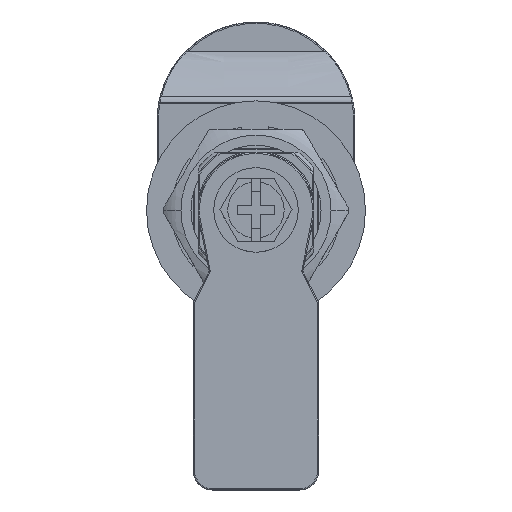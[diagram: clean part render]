
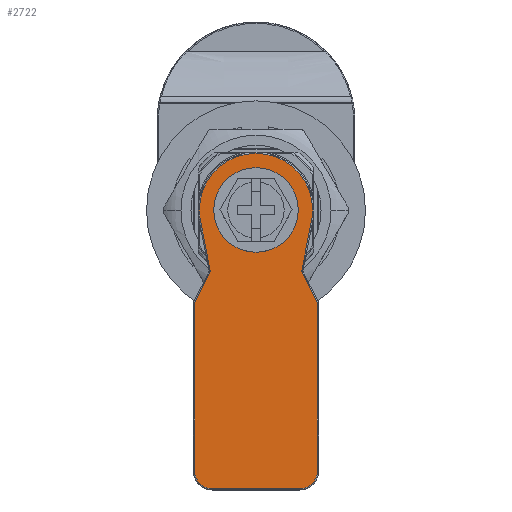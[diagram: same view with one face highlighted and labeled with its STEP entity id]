
A CAD part, top view. The second image highlights one B-rep face of the part: STEP entity #2722.
In plain terms, the highlighted face is planar.
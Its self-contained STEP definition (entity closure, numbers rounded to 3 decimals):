
#2512 = EDGE_CURVE ( 'NONE', #2513, #2531, #13702, .T. ) ;
#2513 = VERTEX_POINT ( 'NONE', #13758 ) ;
#2531 = VERTEX_POINT ( 'NONE', #13789 ) ;
#2549 = VERTEX_POINT ( 'NONE', #13816 ) ;
#2586 = EDGE_CURVE ( 'NONE', #2549, #2513, #13870, .T. ) ;
#2637 = ORIENTED_EDGE ( 'NONE', *, *, #2715, .T. ) ;
#2638 = EDGE_CURVE ( 'NONE', #2716, #2641, #13895, .T. ) ;
#2639 = ORIENTED_EDGE ( 'NONE', *, *, #2706, .T. ) ;
#2640 = ORIENTED_EDGE ( 'NONE', *, *, #2638, .T. ) ;
#2641 = VERTEX_POINT ( 'NONE', #13896 ) ;
#2685 = VERTEX_POINT ( 'NONE', #13911 ) ;
#2686 = ORIENTED_EDGE ( 'NONE', *, *, #2708, .T. ) ;
#2687 = ORIENTED_EDGE ( 'NONE', *, *, #2766, .T. ) ;
#2688 = VERTEX_POINT ( 'NONE', #13928 ) ;
#2689 = VERTEX_POINT ( 'NONE', #13924 ) ;
#2690 = ORIENTED_EDGE ( 'NONE', *, *, #2586, .T. ) ;
#2691 = ORIENTED_EDGE ( 'NONE', *, *, #2711, .T. ) ;
#2692 = ORIENTED_EDGE ( 'NONE', *, *, #2695, .T. ) ;
#2693 = ORIENTED_EDGE ( 'NONE', *, *, #2512, .T. ) ;
#2694 = EDGE_LOOP ( 'NONE', ( #2692, #2762, #2765, #2687 ) ) ;
#2695 = EDGE_CURVE ( 'NONE', #2688, #2689, #13966, .T. ) ;
#2699 = EDGE_CURVE ( 'NONE', #2641, #2723, #13960, .T. ) ;
#2700 = ORIENTED_EDGE ( 'NONE', *, *, #2709, .T. ) ;
#2701 = VERTEX_POINT ( 'NONE', #13967 ) ;
#2702 = ORIENTED_EDGE ( 'NONE', *, *, #2699, .T. ) ;
#2703 = EDGE_CURVE ( 'NONE', #2723, #2727, #13955, .T. ) ;
#2704 = ORIENTED_EDGE ( 'NONE', *, *, #2712, .T. ) ;
#2705 = ORIENTED_EDGE ( 'NONE', *, *, #2703, .T. ) ;
#2706 = EDGE_CURVE ( 'NONE', #2727, #2701, #13950, .T. ) ;
#2708 = EDGE_CURVE ( 'NONE', #2720, #2724, #13945, .T. ) ;
#2709 = EDGE_CURVE ( 'NONE', #2701, #2713, #13941, .T. ) ;
#2710 = VERTEX_POINT ( 'NONE', #13937 ) ;
#2711 = EDGE_CURVE ( 'NONE', #2724, #2549, #13948, .T. ) ;
#2712 = EDGE_CURVE ( 'NONE', #2713, #2720, #13995, .T. ) ;
#2713 = VERTEX_POINT ( 'NONE', #13961 ) ;
#2715 = EDGE_CURVE ( 'NONE', #2718, #2716, #13982, .T. ) ;
#2716 = VERTEX_POINT ( 'NONE', #13990 ) ;
#2717 = EDGE_CURVE ( 'NONE', #2531, #2718, #13975, .T. ) ;
#2718 = VERTEX_POINT ( 'NONE', #13974 ) ;
#2720 = VERTEX_POINT ( 'NONE', #13980 ) ;
#2721 = EDGE_LOOP ( 'NONE', ( #2725, #2637, #2640, #2702, #2705, #2639, #2700, #2704, #2686, #2691, #2690, #2693 ) ) ;
#2722 = ADVANCED_FACE ( 'NONE', ( #13979, #13970 ), #13969, .F. ) ;
#2723 = VERTEX_POINT ( 'NONE', #13996 ) ;
#2724 = VERTEX_POINT ( 'NONE', #14030 ) ;
#2725 = ORIENTED_EDGE ( 'NONE', *, *, #2717, .T. ) ;
#2726 = EDGE_CURVE ( 'NONE', #2689, #2710, #13991, .T. ) ;
#2727 = VERTEX_POINT ( 'NONE', #14028 ) ;
#2762 = ORIENTED_EDGE ( 'NONE', *, *, #2726, .T. ) ;
#2763 = EDGE_CURVE ( 'NONE', #2710, #2685, #14094, .T. ) ;
#2765 = ORIENTED_EDGE ( 'NONE', *, *, #2763, .T. ) ;
#2766 = EDGE_CURVE ( 'NONE', #2685, #2688, #14084, .T. ) ;
#13702 = CIRCLE ( 'NONE', #13757, 9.05 ) ;
#13754 = DIRECTION ( 'NONE',  ( 0., 0., 1. ) ) ;
#13755 = DIRECTION ( 'NONE',  ( 0., -1., 0. ) ) ;
#13756 = CARTESIAN_POINT ( 'NONE',  ( 9.25, -3., 10. ) ) ;
#13757 = AXIS2_PLACEMENT_3D ( 'NONE', #13756, #13755, #13754 ) ;
#13758 = CARTESIAN_POINT ( 'NONE',  ( 9.25, -3., 0.95 ) ) ;
#13789 = CARTESIAN_POINT ( 'NONE',  ( 11.007, -3., 1.122 ) ) ;
#13792 = AXIS2_PLACEMENT_3D ( 'NONE', #13875, #13874, #13865 ) ;
#13816 = CARTESIAN_POINT ( 'NONE',  ( 9.25, -3., 19.05 ) ) ;
#13865 = DIRECTION ( 'NONE',  ( 0., 0., 1. ) ) ;
#13870 = CIRCLE ( 'NONE', #13792, 9.05 ) ;
#13874 = DIRECTION ( 'NONE',  ( 0., -1., 0. ) ) ;
#13875 = CARTESIAN_POINT ( 'NONE',  ( 9.25, -3., 10. ) ) ;
#13892 = DIRECTION ( 'NONE',  ( 1., 0., 0. ) ) ;
#13893 = VECTOR ( 'NONE', #13892, 1000. ) ;
#13894 = CARTESIAN_POINT ( 'NONE',  ( 51., -3., 0.2 ) ) ;
#13895 = LINE ( 'NONE', #13894, #13893 ) ;
#13896 = CARTESIAN_POINT ( 'NONE',  ( 51., -3., 0.2 ) ) ;
#13911 = CARTESIAN_POINT ( 'NONE',  ( 4.95, -3., 5.95 ) ) ;
#13924 = CARTESIAN_POINT ( 'NONE',  ( 13.05, -3., 14.05 ) ) ;
#13928 = CARTESIAN_POINT ( 'NONE',  ( 4.95, -3., 14.05 ) ) ;
#13937 = CARTESIAN_POINT ( 'NONE',  ( 13.05, -3., 5.95 ) ) ;
#13938 = DIRECTION ( 'NONE',  ( -1., 0., 0. ) ) ;
#13939 = VECTOR ( 'NONE', #13938, 1000. ) ;
#13940 = CARTESIAN_POINT ( 'NONE',  ( 0., -3., 19.8 ) ) ;
#13941 = LINE ( 'NONE', #13940, #13939 ) ;
#13942 = DIRECTION ( 'NONE',  ( -0.981, 0., 0.194 ) ) ;
#13943 = VECTOR ( 'NONE', #13942, 1000. ) ;
#13944 = CARTESIAN_POINT ( 'NONE',  ( 0.198, -3., 21.005 ) ) ;
#13945 = LINE ( 'NONE', #13944, #13943 ) ;
#13946 = DIRECTION ( 'NONE',  ( 0., 0., 1. ) ) ;
#13947 = DIRECTION ( 'NONE',  ( 0., -1., 0. ) ) ;
#13948 = CIRCLE ( 'NONE', #13949, 9.05 ) ;
#13949 = AXIS2_PLACEMENT_3D ( 'NONE', #13994, #13993, #13992 ) ;
#13950 = CIRCLE ( 'NONE', #13953, 2.8 ) ;
#13951 = DIRECTION ( 'NONE',  ( 0., 0., 1. ) ) ;
#13952 = VECTOR ( 'NONE', #13951, 1000. ) ;
#13953 = AXIS2_PLACEMENT_3D ( 'NONE', #13962, #13947, #13946 ) ;
#13954 = CARTESIAN_POINT ( 'NONE',  ( 53.8, -3., 17. ) ) ;
#13955 = LINE ( 'NONE', #13954, #13952 ) ;
#13956 = DIRECTION ( 'NONE',  ( 0., 0., 1. ) ) ;
#13957 = DIRECTION ( 'NONE',  ( 0., -1., 0. ) ) ;
#13958 = CARTESIAN_POINT ( 'NONE',  ( 51., -3., 3. ) ) ;
#13959 = AXIS2_PLACEMENT_3D ( 'NONE', #13958, #13957, #13956 ) ;
#13960 = CIRCLE ( 'NONE', #13959, 2.8 ) ;
#13961 = CARTESIAN_POINT ( 'NONE',  ( 24.047, -3., 19.8 ) ) ;
#13962 = CARTESIAN_POINT ( 'NONE',  ( 51., -3., 17. ) ) ;
#13963 = DIRECTION ( 'NONE',  ( 1., 0., 0. ) ) ;
#13964 = VECTOR ( 'NONE', #13963, 1000. ) ;
#13965 = CARTESIAN_POINT ( 'NONE',  ( 4.95, -3., 14.05 ) ) ;
#13966 = LINE ( 'NONE', #13965, #13964 ) ;
#13967 = CARTESIAN_POINT ( 'NONE',  ( 51., -3., 19.8 ) ) ;
#13969 = PLANE ( 'NONE',  #13976 ) ;
#13970 = FACE_BOUND ( 'NONE', #2694, .T. ) ;
#13971 = DIRECTION ( 'NONE',  ( 0.981, 0., 0.194 ) ) ;
#13972 = VECTOR ( 'NONE', #13971, 1000. ) ;
#13973 = CARTESIAN_POINT ( 'NONE',  ( 4.01, -3., -0.262 ) ) ;
#13974 = CARTESIAN_POINT ( 'NONE',  ( 19.028, -3., 2.709 ) ) ;
#13975 = LINE ( 'NONE', #13973, #13972 ) ;
#13976 = AXIS2_PLACEMENT_3D ( 'NONE', #13997, #14032, #14031 ) ;
#13977 = DIRECTION ( 'NONE',  ( 0.894, 0., -0.447 ) ) ;
#13978 = VECTOR ( 'NONE', #13977, 1000. ) ;
#13979 = FACE_OUTER_BOUND ( 'NONE', #2721, .T. ) ;
#13980 = CARTESIAN_POINT ( 'NONE',  ( 19.028, -3., 17.291 ) ) ;
#13981 = CARTESIAN_POINT ( 'NONE',  ( -3.111, -3., 13.779 ) ) ;
#13982 = LINE ( 'NONE', #13981, #13978 ) ;
#13987 = DIRECTION ( 'NONE',  ( -0.894, 0., -0.447 ) ) ;
#13988 = VECTOR ( 'NONE', #13987, 1000. ) ;
#13989 = CARTESIAN_POINT ( 'NONE',  ( 4.889, -3., 10.221 ) ) ;
#13990 = CARTESIAN_POINT ( 'NONE',  ( 24.047, -3., 0.2 ) ) ;
#13991 = LINE ( 'NONE', #14026, #14025 ) ;
#13992 = DIRECTION ( 'NONE',  ( 0., 0., 1. ) ) ;
#13993 = DIRECTION ( 'NONE',  ( 0., -1., 0. ) ) ;
#13994 = CARTESIAN_POINT ( 'NONE',  ( 9.25, -3., 10. ) ) ;
#13995 = LINE ( 'NONE', #13989, #13988 ) ;
#13996 = CARTESIAN_POINT ( 'NONE',  ( 53.8, -3., 3. ) ) ;
#13997 = CARTESIAN_POINT ( 'NONE',  ( 0., -3., 20. ) ) ;
#14024 = DIRECTION ( 'NONE',  ( 0., 0., -1. ) ) ;
#14025 = VECTOR ( 'NONE', #14024, 1000. ) ;
#14026 = CARTESIAN_POINT ( 'NONE',  ( 13.05, -3., 14.05 ) ) ;
#14028 = CARTESIAN_POINT ( 'NONE',  ( 53.8, -3., 17. ) ) ;
#14030 = CARTESIAN_POINT ( 'NONE',  ( 11.288, -3., 18.818 ) ) ;
#14031 = DIRECTION ( 'NONE',  ( 0., 0., 1. ) ) ;
#14032 = DIRECTION ( 'NONE',  ( 0., 1., 0. ) ) ;
#14079 = DIRECTION ( 'NONE',  ( 0., 0., 1. ) ) ;
#14080 = VECTOR ( 'NONE', #14079, 1000. ) ;
#14083 = CARTESIAN_POINT ( 'NONE',  ( 4.95, -3., 14.05 ) ) ;
#14084 = LINE ( 'NONE', #14083, #14080 ) ;
#14091 = DIRECTION ( 'NONE',  ( -1., 0., 0. ) ) ;
#14092 = VECTOR ( 'NONE', #14091, 1000. ) ;
#14093 = CARTESIAN_POINT ( 'NONE',  ( 4.95, -3., 5.95 ) ) ;
#14094 = LINE ( 'NONE', #14093, #14092 ) ;
